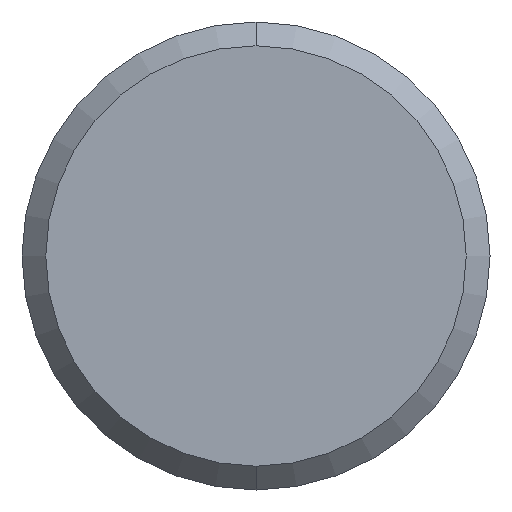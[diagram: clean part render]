
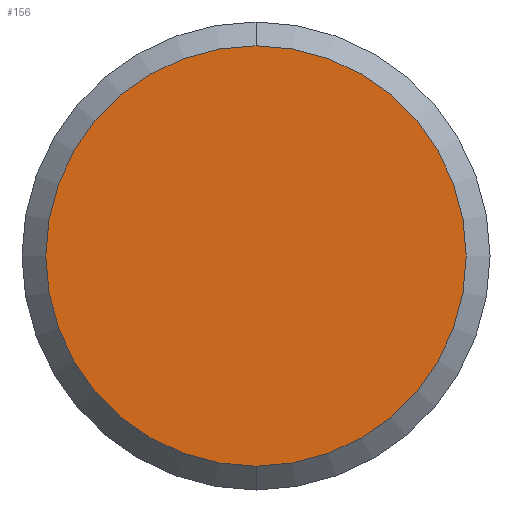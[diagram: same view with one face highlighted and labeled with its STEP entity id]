
A CAD part, front view. The second image highlights one B-rep face of the part: STEP entity #156.
In plain terms, the highlighted planar face has unit normal (0, -1, 0).
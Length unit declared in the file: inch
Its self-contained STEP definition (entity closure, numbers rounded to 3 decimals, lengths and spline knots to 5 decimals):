
#8 = CARTESIAN_POINT ( 'NONE',  ( 0., 0., 0. ) ) ;
#20 = VERTEX_POINT ( 'NONE', #51 ) ;
#50 = ORIENTED_EDGE ( 'NONE', *, *, #174, .T. ) ;
#51 = CARTESIAN_POINT ( 'NONE',  ( 0., 0., -0.17675 ) ) ;
#68 = CARTESIAN_POINT ( 'NONE',  ( 0., 0., 0. ) ) ;
#69 = CIRCLE ( 'NONE', #154, 0.17675 ) ;
#84 = DIRECTION ( 'NONE',  ( 0., -1., 0. ) ) ;
#90 = CARTESIAN_POINT ( 'NONE',  ( 0., 0., 0.17675 ) ) ;
#123 = DIRECTION ( 'NONE',  ( 0., 0., 1. ) ) ;
#130 = DIRECTION ( 'NONE',  ( 0., 0., 1. ) ) ;
#135 = DIRECTION ( 'NONE',  ( 0., 1., 0. ) ) ;
#154 = AXIS2_PLACEMENT_3D ( 'NONE', #8, #84, #123 ) ;
#156 = ADVANCED_FACE ( 'NONE', ( #225 ), #233, .F. ) ;
#161 = VERTEX_POINT ( 'NONE', #90 ) ;
#164 = AXIS2_PLACEMENT_3D ( 'NONE', #273, #135, #199 ) ;
#168 = AXIS2_PLACEMENT_3D ( 'NONE', #68, #207, #130 ) ;
#174 = EDGE_CURVE ( 'NONE', #161, #20, #213, .T. ) ;
#199 = DIRECTION ( 'NONE',  ( 0., 0., 1. ) ) ;
#207 = DIRECTION ( 'NONE',  ( 0., -1., 0. ) ) ;
#213 = CIRCLE ( 'NONE', #168, 0.17675 ) ;
#225 = FACE_OUTER_BOUND ( 'NONE', #260, .T. ) ;
#233 = PLANE ( 'NONE',  #164 ) ;
#238 = EDGE_CURVE ( 'NONE', #20, #161, #69, .T. ) ;
#260 = EDGE_LOOP ( 'NONE', ( #50, #274 ) ) ;
#273 = CARTESIAN_POINT ( 'NONE',  ( 0., 0., 0. ) ) ;
#274 = ORIENTED_EDGE ( 'NONE', *, *, #238, .T. ) ;
